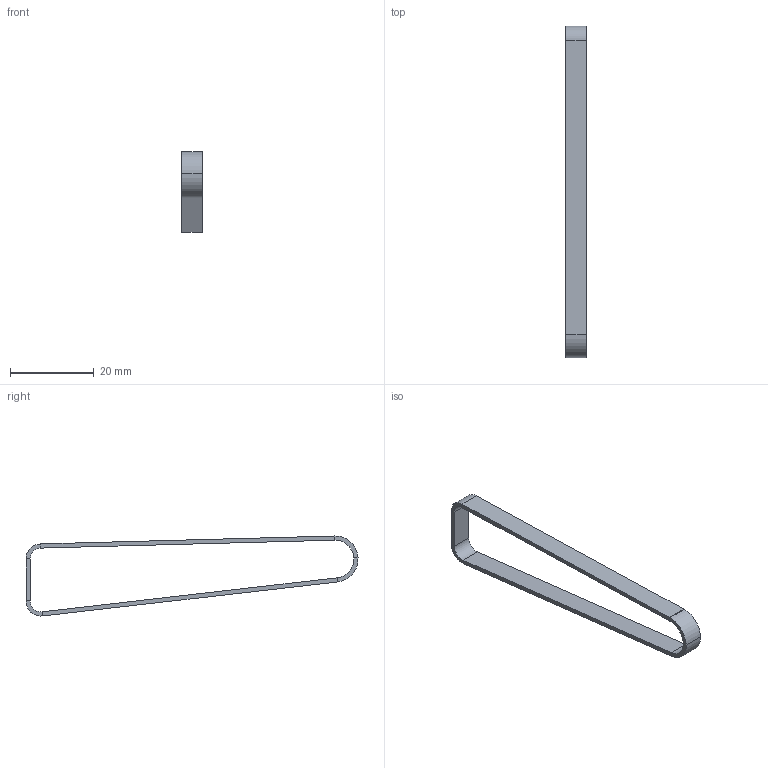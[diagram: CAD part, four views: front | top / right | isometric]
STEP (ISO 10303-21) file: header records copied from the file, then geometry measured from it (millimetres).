
FILE_DESCRIPTION (( 'STEP AP214' ), '1' );
FILE_NAME ('ExploreRobotRubber1.STEP', '2021-12-21T13:13:25', ( '' ), ( '' ), 'SwSTEP 2.0', 'SolidWorks 2019', '' );
FILE_SCHEMA (( 'AUTOMOTIVE_DESIGN' ));
Length unit declared in the file: millimetre
Products named in the file (1): ExploreRobotRubber1
Bounding box: 4.88 x 79.29 x 19.11 mm (x, y, z)
Volume: 859.9 mm3; surface area: 2074.6 mm2
Topology: 1 solids, 1 shells, 30 faces, 62 edges, 32 vertices
Faces by surface type: plane 20, cylinder 10
Entity records: 800 total; most frequent: DIRECTION 144, CARTESIAN_POINT 125, ORIENTED_EDGE 124, EDGE_CURVE 62, AXIS2_PLACEMENT_3D 51, VECTOR 42, LINE 42, VERTEX_POINT 32
